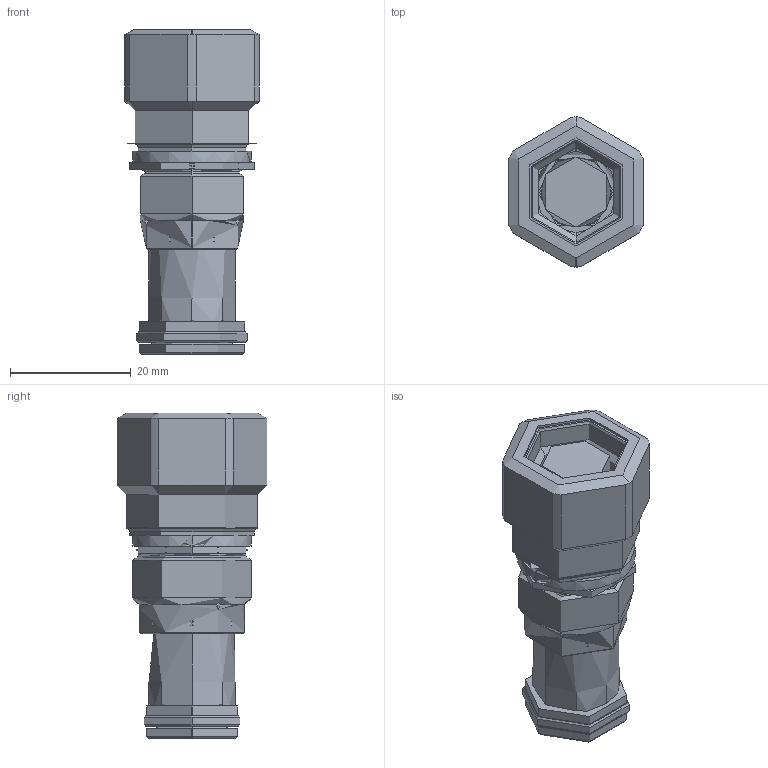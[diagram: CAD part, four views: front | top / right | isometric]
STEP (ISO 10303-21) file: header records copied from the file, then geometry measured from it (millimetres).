
FILE_DESCRIPTION((''),'2;1');
FILE_NAME('DFCB8DN_SW','2022-03-10T09:18:39',('SigMax'),(''),'CREO PARAMETRIC BY PTC INC, 2021072','CREO PARAMETRIC BY PTC INC, 2021072','');
FILE_SCHEMA(('CONFIG_CONTROL_DESIGN'));
Length unit declared in the file: inch
Products named in the file (1): DFCB8DN_SW
Bounding box: 22.23 x 24.84 x 53.95 mm (x, y, z)
Topology: 0 solids, 0 shells, 228 faces, 1072 edges, 1064 vertices
Faces by surface type: cylinder 117, plane 40, cone 40, torus 21, sphere 6, revolution 4
Entity records: 18959 total; most frequent: CARTESIAN_POINT 8868, DIRECTION 1931, TRIMMED_CURVE 1206, DEFINITIONAL_REPRESENTATION 1056, PCURVE 1056, COMPOSITE_CURVE_SEGMENT 1056, VECTOR 933, LINE 933
